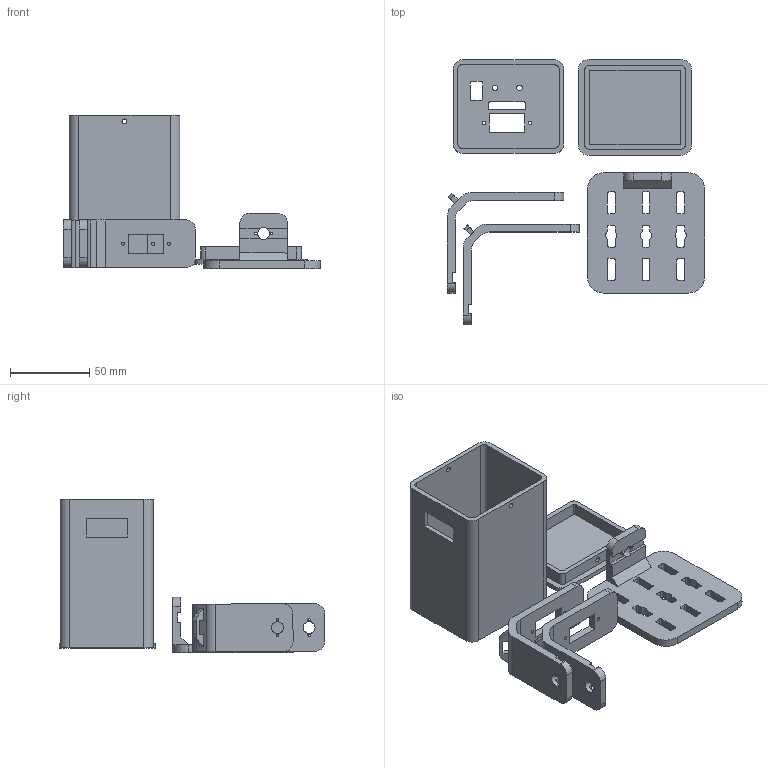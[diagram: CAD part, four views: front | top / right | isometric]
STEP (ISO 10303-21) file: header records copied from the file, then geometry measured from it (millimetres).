
FILE_DESCRIPTION(/* description */ ('STEP AP214'),/* implementation_level */ '2;1');
FILE_NAME(/* name */ 'DIY Gimbal zamba 2 v3.step',/* time_stamp */ '2025-11-17T21:12:32-03:00',/* author */ (''),/* organization */ (''),/* preprocessor_version */ 'ST-DEVELOPER v20.1',/* originating_system */ 'Autodesk Translation Framework v14.17.0.0',/* authorisation */ '');
FILE_SCHEMA (('AUTOMOTIVE_DESIGN { 1 0 10303 214 3 1 1 }'));
Length unit declared in the file: millimetre
Products named in the file (5): Self balancing platform; Base 01 - Yaw servo; Top platform; bottom cover; Base 03 - Pitch servo
Assembly tree (5 placements, depth 2):
  Self balancing platform
    Base 01 - Yaw servo
    Base 03 - Pitch servo  x2
    Top platform
    bottom cover
Bounding box: 162.52 x 167.73 x 97.21 mm (x, y, z)
Volume: 158949.7 mm3; surface area: 97723.6 mm2
Topology: 5 solids, 5 shells, 282 faces, 816 edges, 544 vertices
Faces by surface type: plane 165, cylinder 117
Full cylindrical faces by diameter (mm): 1.5 x5, 2 x6, 3.1 x4, 3.4 x2, 7.5 x3
Entity records: 8151 total; most frequent: DIRECTION 1395, CARTESIAN_POINT 1393, ORIENTED_EDGE 1374, EDGE_CURVE 687, LINE 475, VECTOR 475, AXIS2_PLACEMENT_3D 460, VERTEX_POINT 458
